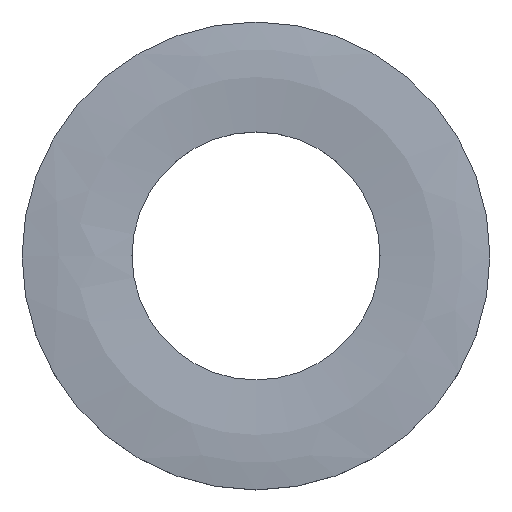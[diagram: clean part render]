
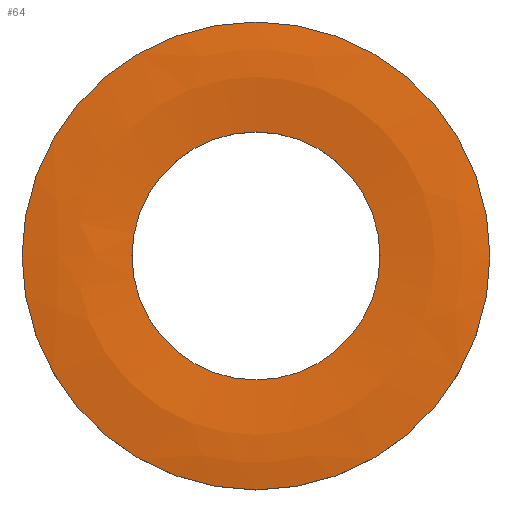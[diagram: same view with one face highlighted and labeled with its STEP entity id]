
A CAD part, top view. The second image highlights one B-rep face of the part: STEP entity #64.
In plain terms, the highlighted free-form (B-spline) face has degree [2, 2] with [3, 9] control points.
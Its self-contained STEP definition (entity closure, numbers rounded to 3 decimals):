
#17=(
BOUNDED_SURFACE()
B_SPLINE_SURFACE(2,2,((#116,#117,#118,#119,#120,#121,#122,#123,#124),(#125,
#126,#127,#128,#129,#130,#131,#132,#133),(#134,#135,#136,#137,#138,#139,
#140,#141,#142)),.UNSPECIFIED.,.F.,.T.,.F.)
B_SPLINE_SURFACE_WITH_KNOTS((3,3),(3,2,2,2,3),(1.401,1.741),
(-3.142,-1.571,0.,1.571,3.142),
 .UNSPECIFIED.)
GEOMETRIC_REPRESENTATION_ITEM()
RATIONAL_B_SPLINE_SURFACE(((1.,0.707,1.,0.707,1.,
0.707,1.,0.707,1.),(0.986,0.697,
0.986,0.697,0.986,0.697,
0.986,0.697,0.986),(1.,0.707,
1.,0.707,1.,0.707,1.,0.707,1.)))
REPRESENTATION_ITEM('')
SURFACE()
);
#19=FACE_OUTER_BOUND('',#23,.T.);
#23=EDGE_LOOP('',(#51,#52,#53,#54));
#31=CIRCLE('',#82,5.);
#33=CIRCLE('',#84,2.65);
#34=CIRCLE('',#85,6.953);
#36=VERTEX_POINT('',#111);
#38=VERTEX_POINT('',#143);
#40=EDGE_CURVE('',#36,#36,#31,.T.);
#43=EDGE_CURVE('',#38,#38,#33,.T.);
#44=EDGE_CURVE('',#38,#36,#34,.T.);
#51=ORIENTED_EDGE('',*,*,#43,.F.);
#52=ORIENTED_EDGE('',*,*,#44,.T.);
#53=ORIENTED_EDGE('',*,*,#40,.T.);
#54=ORIENTED_EDGE('',*,*,#44,.F.);
#64=ADVANCED_FACE('',(#19),#17,.F.);
#82=AXIS2_PLACEMENT_3D('',#112,#93,#94);
#84=AXIS2_PLACEMENT_3D('',#144,#98,#99);
#85=AXIS2_PLACEMENT_3D('',#145,#100,#101);
#93=DIRECTION('center_axis',(0.,0.,1.));
#94=DIRECTION('ref_axis',(1.,0.,0.));
#98=DIRECTION('center_axis',(0.,0.,1.));
#99=DIRECTION('ref_axis',(1.,0.,0.));
#100=DIRECTION('center_axis',(0.,-1.,0.));
#101=DIRECTION('ref_axis',(-1.,0.,0.));
#111=CARTESIAN_POINT('',(-5.,0.,0.4));
#112=CARTESIAN_POINT('Origin',(0.,0.,0.4));
#116=CARTESIAN_POINT('Ctrl Pts',(-5.,0.,0.4));
#117=CARTESIAN_POINT('Ctrl Pts',(-5.,-5.,0.4));
#118=CARTESIAN_POINT('Ctrl Pts',(0.,-5.,0.4));
#119=CARTESIAN_POINT('Ctrl Pts',(5.,-5.,0.4));
#120=CARTESIAN_POINT('Ctrl Pts',(5.,0.,0.4));
#121=CARTESIAN_POINT('Ctrl Pts',(5.,5.,0.4));
#122=CARTESIAN_POINT('Ctrl Pts',(0.,5.,0.4));
#123=CARTESIAN_POINT('Ctrl Pts',(-5.,5.,0.4));
#124=CARTESIAN_POINT('Ctrl Pts',(-5.,0.,0.4));
#125=CARTESIAN_POINT('Ctrl Pts',(-3.825,0.,0.601));
#126=CARTESIAN_POINT('Ctrl Pts',(-3.825,-3.825,0.601));
#127=CARTESIAN_POINT('Ctrl Pts',(0.,-3.825,0.601));
#128=CARTESIAN_POINT('Ctrl Pts',(3.825,-3.825,0.601));
#129=CARTESIAN_POINT('Ctrl Pts',(3.825,0.,0.601));
#130=CARTESIAN_POINT('Ctrl Pts',(3.825,3.825,0.601));
#131=CARTESIAN_POINT('Ctrl Pts',(0.,3.825,0.601));
#132=CARTESIAN_POINT('Ctrl Pts',(-3.825,3.825,0.601));
#133=CARTESIAN_POINT('Ctrl Pts',(-3.825,0.,0.601));
#134=CARTESIAN_POINT('Ctrl Pts',(-2.65,0.,0.4));
#135=CARTESIAN_POINT('Ctrl Pts',(-2.65,-2.65,0.4));
#136=CARTESIAN_POINT('Ctrl Pts',(0.,-2.65,0.4));
#137=CARTESIAN_POINT('Ctrl Pts',(2.65,-2.65,0.4));
#138=CARTESIAN_POINT('Ctrl Pts',(2.65,0.,0.4));
#139=CARTESIAN_POINT('Ctrl Pts',(2.65,2.65,0.4));
#140=CARTESIAN_POINT('Ctrl Pts',(0.,2.65,0.4));
#141=CARTESIAN_POINT('Ctrl Pts',(-2.65,2.65,0.4));
#142=CARTESIAN_POINT('Ctrl Pts',(-2.65,0.,0.4));
#143=CARTESIAN_POINT('',(-2.65,0.,0.4));
#144=CARTESIAN_POINT('Origin',(0.,0.,0.4));
#145=CARTESIAN_POINT('Origin',(-3.825,0.,-6.453));
